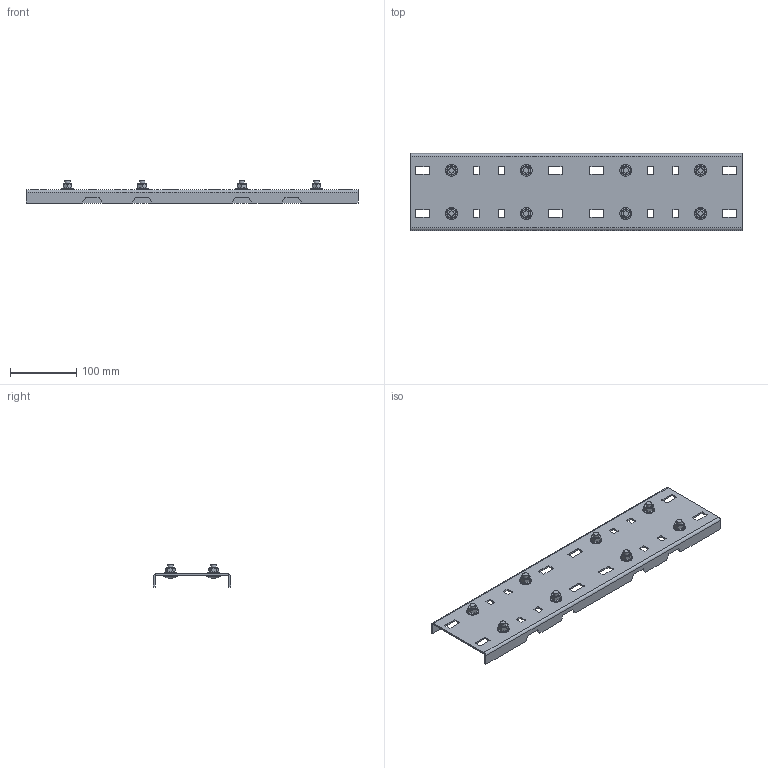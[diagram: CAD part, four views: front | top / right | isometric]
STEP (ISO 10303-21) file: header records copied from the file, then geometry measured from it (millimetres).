
FILE_DESCRIPTION (( 'STEP AP214' ), '1' );
FILE_NAME ('6091234.stp', '2024-05-02T15:47:19', ( '' ), ( '' ), 'SwSTEP 2.0', 'SolidWorks 2022', '' );
FILE_SCHEMA (( 'AUTOMOTIVE_DESIGN' ));
Length unit declared in the file: millimetre
Products named in the file (5): KTS 14.002-050_M8x16; 020283_DIN 6798-A8,4; 014784_H=111; 020262_DIN EN 1661 - M8; 6091234
Assembly tree (21 placements, depth 2):
  6091234
    014784_H=111
    KTS 14.002-050_M8x16  x8
    020262_DIN EN 1661 - M8  x8
    020283_DIN 6798-A8,4  x4
Bounding box: 500 x 116 x 33.5 mm (x, y, z)
Volume: 197150.8 mm3; surface area: 163702 mm2
Topology: 21 solids, 21 shells, 822 faces, 2252 edges, 1352 vertices
Faces by surface type: plane 410, bspline 176, cylinder 148, cone 72, sphere 8, torus 8
Full cylindrical faces by diameter (mm): 6.8 x8, 8 x24, 8.4 x4, 15 x4, 20 x8
Entity records: 12015 total; most frequent: CARTESIAN_POINT 3006, ORIENTED_EDGE 1870, DIRECTION 1744, EDGE_CURVE 935, VERTEX_POINT 617, LINE 586, VECTOR 586, AXIS2_PLACEMENT_3D 579
